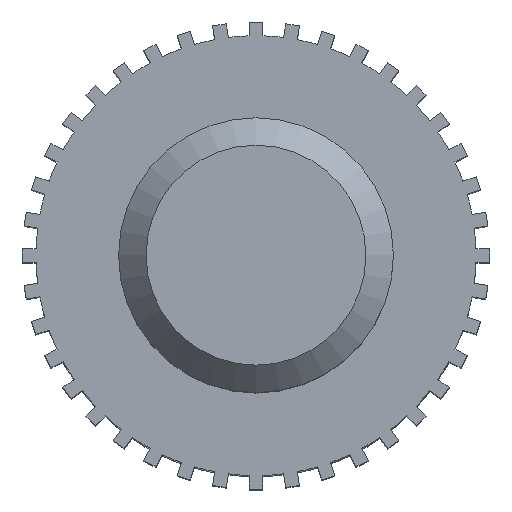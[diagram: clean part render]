
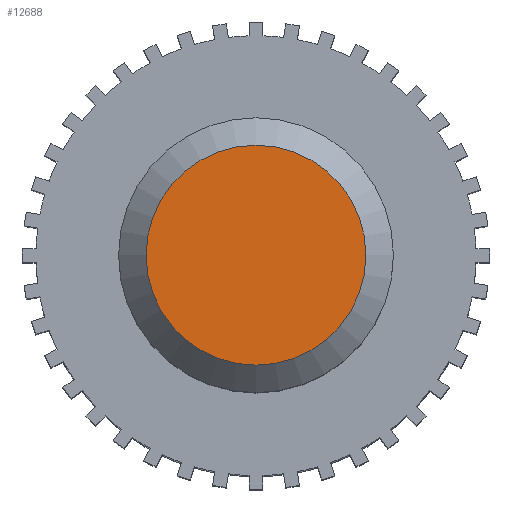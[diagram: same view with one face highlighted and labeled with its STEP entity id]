
A CAD part, top view. The second image highlights one B-rep face of the part: STEP entity #12688.
In plain terms, the highlighted planar face has unit normal (0, 0, 1).
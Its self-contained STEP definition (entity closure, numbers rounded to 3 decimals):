
#12622 = CONICAL_SURFACE('',#12623,2.5,0.785);
#12623 = AXIS2_PLACEMENT_3D('',#12624,#12625,#12626);
#12624 = CARTESIAN_POINT('',(0.,0.,26.5));
#12625 = DIRECTION('',(-0.,-0.,-1.));
#12626 = DIRECTION('',(1.,0.,0.));
#12640 = VERTEX_POINT('',#12641);
#12641 = CARTESIAN_POINT('',(2.,0.,27.));
#12662 = EDGE_CURVE('',#12640,#12640,#12663,.T.);
#12663 = SURFACE_CURVE('',#12664,(#12669,#12676),.PCURVE_S1.);
#12664 = CIRCLE('',#12665,2.);
#12665 = AXIS2_PLACEMENT_3D('',#12666,#12667,#12668);
#12666 = CARTESIAN_POINT('',(0.,0.,27.));
#12667 = DIRECTION('',(0.,0.,1.));
#12668 = DIRECTION('',(1.,0.,0.));
#12669 = PCURVE('',#12622,#12670);
#12670 = DEFINITIONAL_REPRESENTATION('',(#12671),#12675);
#12671 = LINE('',#12672,#12673);
#12672 = CARTESIAN_POINT('',(-0.,-0.5));
#12673 = VECTOR('',#12674,1.);
#12674 = DIRECTION('',(-1.,-0.));
#12675 = ( GEOMETRIC_REPRESENTATION_CONTEXT(2) 
PARAMETRIC_REPRESENTATION_CONTEXT() REPRESENTATION_CONTEXT('2D SPACE',''
  ) );
#12676 = PCURVE('',#12677,#12682);
#12677 = PLANE('',#12678);
#12678 = AXIS2_PLACEMENT_3D('',#12679,#12680,#12681);
#12679 = CARTESIAN_POINT('',(0.,0.,27.));
#12680 = DIRECTION('',(0.,0.,1.));
#12681 = DIRECTION('',(1.,0.,0.));
#12682 = DEFINITIONAL_REPRESENTATION('',(#12683),#12687);
#12683 = CIRCLE('',#12684,2.);
#12684 = AXIS2_PLACEMENT_2D('',#12685,#12686);
#12685 = CARTESIAN_POINT('',(0.,0.));
#12686 = DIRECTION('',(1.,0.));
#12687 = ( GEOMETRIC_REPRESENTATION_CONTEXT(2) 
PARAMETRIC_REPRESENTATION_CONTEXT() REPRESENTATION_CONTEXT('2D SPACE',''
  ) );
#12688 = ADVANCED_FACE('',(#12689),#12677,.T.);
#12689 = FACE_BOUND('',#12690,.T.);
#12690 = EDGE_LOOP('',(#12691));
#12691 = ORIENTED_EDGE('',*,*,#12662,.T.);
